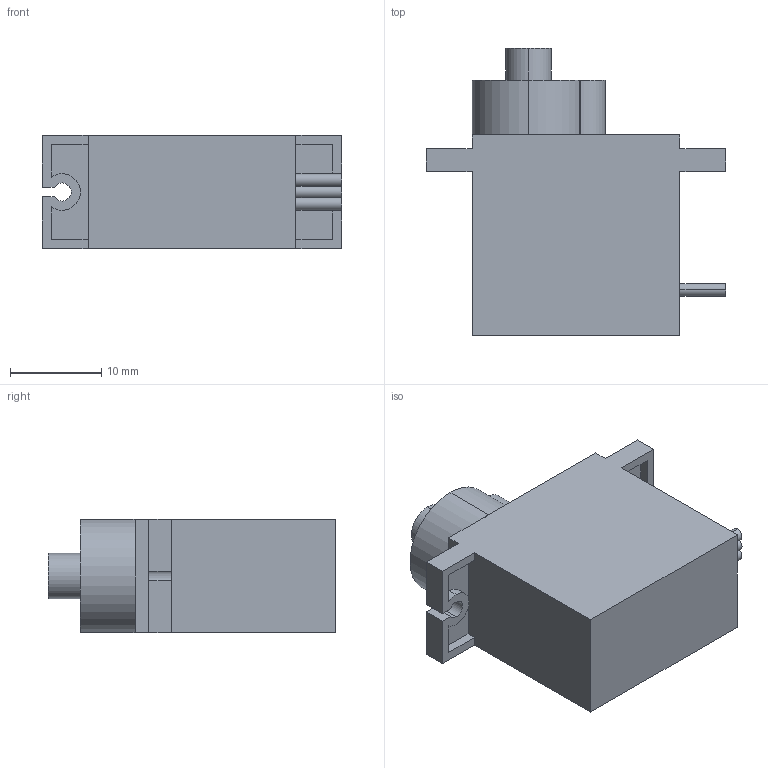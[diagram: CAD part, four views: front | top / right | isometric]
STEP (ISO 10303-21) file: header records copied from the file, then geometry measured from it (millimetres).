
FILE_DESCRIPTION (( 'STEP AP203' ), '1' );
FILE_NAME ('servo-micro.step', '2015-02-17T13:13:00', ( 'Cesar' ), ( '' ), 'SwSTEP 2.0', 'SolidWorks 2013', '' );
FILE_SCHEMA (( 'CONFIG_CONTROL_DESIGN' ));
Length unit declared in the file: millimetre
Products named in the file (1): servo-micro
Bounding box: 32.8 x 31.5 x 12.4 mm (x, y, z)
Volume: 7305.1 mm3; surface area: 2887.7 mm2
Topology: 1 solids, 1 shells, 63 faces, 169 edges, 111 vertices
Faces by surface type: plane 36, cylinder 27
Entity records: 2055 total; most frequent: DIRECTION 352, CARTESIAN_POINT 344, ORIENTED_EDGE 338, EDGE_CURVE 169, AXIS2_PLACEMENT_3D 119, LINE 114, VECTOR 114, VERTEX_POINT 111
